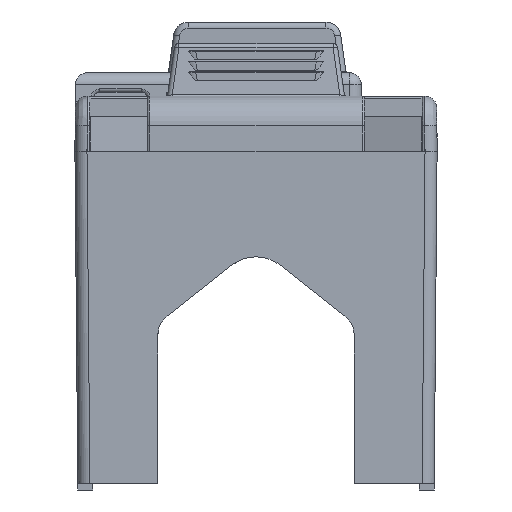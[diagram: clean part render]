
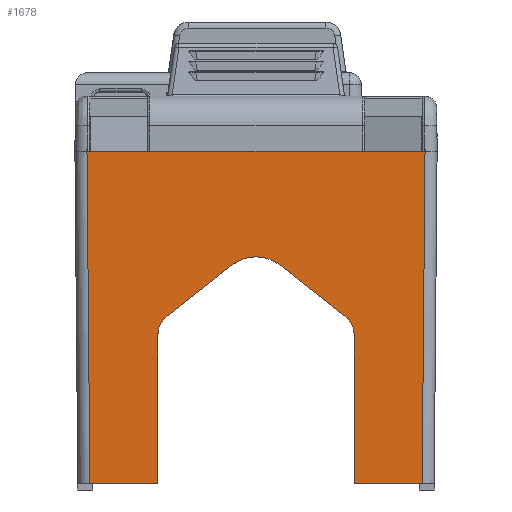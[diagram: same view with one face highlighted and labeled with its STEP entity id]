
A CAD part, front view. The second image highlights one B-rep face of the part: STEP entity #1678.
In plain terms, the highlighted planar face has unit normal (0, -1, -0.009).
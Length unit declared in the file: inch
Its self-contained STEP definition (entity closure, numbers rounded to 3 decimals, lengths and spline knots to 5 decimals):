
#1678=ADVANCED_FACE('',(#2650),#2407,.T.);
#2407=PLANE('',#13040);
#2650=FACE_OUTER_BOUND('',#3364,.T.);
#3364=EDGE_LOOP('',(#4612,#4613,#4614,#4615,#4616,#4617,#4618,#4619,#4620,
#4621,#4622,#4623,#4624,#4625,#4626,#4627));
#4124=ELLIPSE('',#13037,0.20001,0.2);
#4125=ELLIPSE('',#13038,0.32501,0.325);
#4126=ELLIPSE('',#13039,0.20001,0.2);
#4612=ORIENTED_EDGE('',*,*,#9431,.F.);
#4613=ORIENTED_EDGE('',*,*,#9432,.T.);
#4614=ORIENTED_EDGE('',*,*,#9429,.T.);
#4615=ORIENTED_EDGE('',*,*,#9433,.T.);
#4616=ORIENTED_EDGE('',*,*,#9434,.T.);
#4617=ORIENTED_EDGE('',*,*,#9435,.T.);
#4618=ORIENTED_EDGE('',*,*,#9436,.T.);
#4619=ORIENTED_EDGE('',*,*,#9437,.T.);
#4620=ORIENTED_EDGE('',*,*,#9438,.T.);
#4621=ORIENTED_EDGE('',*,*,#9439,.T.);
#4622=ORIENTED_EDGE('',*,*,#9125,.T.);
#4623=ORIENTED_EDGE('',*,*,#9440,.T.);
#4624=ORIENTED_EDGE('',*,*,#9441,.F.);
#4625=ORIENTED_EDGE('',*,*,#9442,.T.);
#4626=ORIENTED_EDGE('',*,*,#9443,.F.);
#4627=ORIENTED_EDGE('',*,*,#9444,.F.);
#7988=VERTEX_POINT('',#18203);
#7989=VERTEX_POINT('',#18205);
#8272=VERTEX_POINT('',#18988);
#8273=VERTEX_POINT('',#18990);
#8274=VERTEX_POINT('',#18994);
#8275=VERTEX_POINT('',#18995);
#8276=VERTEX_POINT('',#18998);
#8277=VERTEX_POINT('',#19000);
#8278=VERTEX_POINT('',#19002);
#8279=VERTEX_POINT('',#19004);
#8280=VERTEX_POINT('',#19006);
#8281=VERTEX_POINT('',#19008);
#8282=VERTEX_POINT('',#19011);
#8283=VERTEX_POINT('',#19013);
#8284=VERTEX_POINT('',#19015);
#8285=VERTEX_POINT('',#19017);
#9125=EDGE_CURVE('',#7989,#7988,#10976,.T.);
#9429=EDGE_CURVE('',#8273,#8272,#11246,.T.);
#9431=EDGE_CURVE('',#8274,#8275,#11247,.T.);
#9432=EDGE_CURVE('',#8274,#8273,#11248,.T.);
#9433=EDGE_CURVE('',#8272,#8276,#11249,.T.);
#9434=EDGE_CURVE('',#8276,#8277,#4124,.T.);
#9435=EDGE_CURVE('',#8277,#8278,#11250,.T.);
#9436=EDGE_CURVE('',#8278,#8279,#4125,.T.);
#9437=EDGE_CURVE('',#8279,#8280,#11251,.T.);
#9438=EDGE_CURVE('',#8280,#8281,#4126,.T.);
#9439=EDGE_CURVE('',#8281,#7989,#11252,.T.);
#9440=EDGE_CURVE('',#7988,#8282,#11253,.T.);
#9441=EDGE_CURVE('',#8283,#8282,#11254,.T.);
#9442=EDGE_CURVE('',#8283,#8284,#11255,.T.);
#9443=EDGE_CURVE('',#8285,#8284,#11256,.T.);
#9444=EDGE_CURVE('',#8275,#8285,#11257,.T.);
#10976=LINE('',#18204,#11966);
#11246=LINE('',#18989,#12236);
#11247=LINE('',#18993,#12237);
#11248=LINE('',#18996,#12238);
#11249=LINE('',#18997,#12239);
#11250=LINE('',#19001,#12240);
#11251=LINE('',#19005,#12241);
#11252=LINE('',#19009,#12242);
#11253=LINE('',#19010,#12243);
#11254=LINE('',#19012,#12244);
#11255=LINE('',#19014,#12245);
#11256=LINE('',#19016,#12246);
#11257=LINE('',#19018,#12247);
#11966=VECTOR('',#14378,1.);
#12236=VECTOR('',#14802,1.);
#12237=VECTOR('',#14807,1.);
#12238=VECTOR('',#14808,1.);
#12239=VECTOR('',#14809,1.);
#12240=VECTOR('',#14812,1.);
#12241=VECTOR('',#14815,1.);
#12242=VECTOR('',#14818,1.);
#12243=VECTOR('',#14819,1.);
#12244=VECTOR('',#14820,1.);
#12245=VECTOR('',#14821,1.);
#12246=VECTOR('',#14822,1.);
#12247=VECTOR('',#14823,1.);
#13037=AXIS2_PLACEMENT_3D('',#18999,#14810,#14811);
#13038=AXIS2_PLACEMENT_3D('',#19003,#14813,#14814);
#13039=AXIS2_PLACEMENT_3D('',#19007,#14816,#14817);
#13040=AXIS2_PLACEMENT_3D('',#19019,#14824,#14825);
#14378=DIRECTION('',(1.,0.,0.));
#14802=DIRECTION('',(1.,0.,0.));
#14807=DIRECTION('',(1.,0.,0.));
#14808=DIRECTION('',(0.009,0.009,-1.));
#14809=DIRECTION('',(0.,-0.009,1.));
#14810=DIRECTION('',(0.,1.,0.009));
#14811=DIRECTION('',(0.,0.009,-1.));
#14812=DIRECTION('',(0.786,-0.005,0.618));
#14813=DIRECTION('',(0.,1.,0.009));
#14814=DIRECTION('',(0.,0.009,-1.));
#14815=DIRECTION('',(0.786,0.005,-0.618));
#14816=DIRECTION('',(0.,1.,0.009));
#14817=DIRECTION('',(0.,0.009,-1.));
#14818=DIRECTION('',(0.,0.009,-1.));
#14819=DIRECTION('',(0.009,-0.009,1.));
#14820=DIRECTION('',(1.,0.,0.));
#14821=DIRECTION('',(-1.,0.,0.));
#14822=DIRECTION('',(1.,0.,0.));
#14823=DIRECTION('',(1.,0.,0.));
#14824=DIRECTION('',(0.,-1.,-0.009));
#14825=DIRECTION('',(0.,0.009,-1.));
#18203=CARTESIAN_POINT('',(1.376,0.024,-2.75));
#18204=CARTESIAN_POINT('',(0.,0.024,-2.75));
#18205=CARTESIAN_POINT('',(0.8125,0.024,-2.75));
#18988=CARTESIAN_POINT('',(-0.8125,0.024,-2.75));
#18989=CARTESIAN_POINT('',(0.,0.024,-2.75));
#18990=CARTESIAN_POINT('',(-1.376,0.024,-2.75));
#18993=CARTESIAN_POINT('',(-0.685,0.,0.));
#18994=CARTESIAN_POINT('',(-1.4,0.,0.));
#18995=CARTESIAN_POINT('',(-1.395,0.,0.));
#18996=CARTESIAN_POINT('',(-1.39985,0.00016,-0.01819));
#18997=CARTESIAN_POINT('',(-0.8125,0.,0.));
#18998=CARTESIAN_POINT('',(-0.8125,0.01329,-1.52234));
#18999=CARTESIAN_POINT('',(-0.6125,0.01329,-1.52234));
#19000=CARTESIAN_POINT('',(-0.73607,0.01191,-1.36508));
#19001=CARTESIAN_POINT('',(0.80567,0.00134,-0.15355));
#19002=CARTESIAN_POINT('',(-0.20081,0.00824,-0.94446));
#19003=CARTESIAN_POINT('',(0.,0.01047,-1.2));
#19004=CARTESIAN_POINT('',(0.20081,0.00824,-0.94446));
#19005=CARTESIAN_POINT('',(0.04129,0.00715,-0.8191));
#19006=CARTESIAN_POINT('',(0.73607,0.01191,-1.36508));
#19007=CARTESIAN_POINT('',(0.6125,0.01329,-1.52234));
#19008=CARTESIAN_POINT('',(0.8125,0.01329,-1.52234));
#19009=CARTESIAN_POINT('',(0.8125,0.,0.));
#19010=CARTESIAN_POINT('',(1.39995,0.00005,-0.00624));
#19011=CARTESIAN_POINT('',(1.4,0.,0.));
#19012=CARTESIAN_POINT('',(-0.685,0.,0.));
#19013=CARTESIAN_POINT('',(1.395,0.,0.));
#19014=CARTESIAN_POINT('',(0.685,0.,0.));
#19015=CARTESIAN_POINT('',(0.88,0.,0.));
#19016=CARTESIAN_POINT('',(-0.685,0.,0.));
#19017=CARTESIAN_POINT('',(-0.88,0.,0.));
#19018=CARTESIAN_POINT('',(0.685,0.,0.));
#19019=CARTESIAN_POINT('',(0.685,0.,0.));
